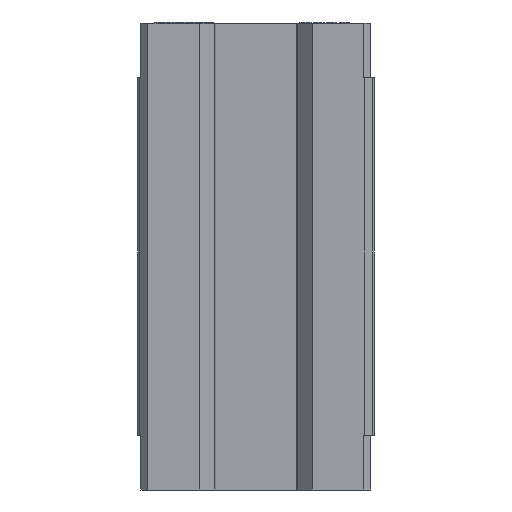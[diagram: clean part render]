
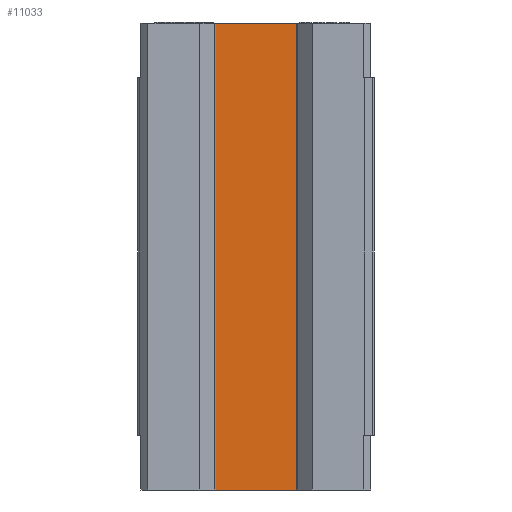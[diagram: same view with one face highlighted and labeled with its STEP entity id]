
A CAD part, front view. The second image highlights one B-rep face of the part: STEP entity #11033.
In plain terms, the highlighted planar face has unit normal (0, -1, 0).
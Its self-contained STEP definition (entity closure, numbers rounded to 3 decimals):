
#4479 = CARTESIAN_POINT ( 'NONE',  ( -13.251, 0., 69.1 ) ) ;
#4484 = CARTESIAN_POINT ( 'NONE',  ( 13.251, 0., 69.1 ) ) ;
#4485 = DIRECTION ( 'NONE',  ( -1., 0., 0. ) ) ;
#4486 = VECTOR ( 'NONE', #4485, 1000. ) ;
#4487 = CARTESIAN_POINT ( 'NONE',  ( -13.251, 0., 69.1 ) ) ;
#4488 = LINE ( 'NONE', #4487, #4486 ) ;
#4493 = CARTESIAN_POINT ( 'NONE',  ( -13.251, 0., -69.1 ) ) ;
#5650 = CARTESIAN_POINT ( 'NONE',  ( 13.251, 0., -69.1 ) ) ;
#5705 = DIRECTION ( 'NONE',  ( 0., 0., -1. ) ) ;
#5706 = VECTOR ( 'NONE', #5705, 1000. ) ;
#5707 = CARTESIAN_POINT ( 'NONE',  ( -13.251, 0., -52.9 ) ) ;
#5708 = LINE ( 'NONE', #5707, #5706 ) ;
#5709 = DIRECTION ( 'NONE',  ( 1., 0., 0. ) ) ;
#5710 = VECTOR ( 'NONE', #5709, 1000. ) ;
#5711 = CARTESIAN_POINT ( 'NONE',  ( -13.251, 0., -69.1 ) ) ;
#5712 = LINE ( 'NONE', #5711, #5710 ) ;
#5766 = DIRECTION ( 'NONE',  ( 0., 0., -1. ) ) ;
#5767 = DIRECTION ( 'NONE',  ( 0., -1., 0. ) ) ;
#5768 = CARTESIAN_POINT ( 'NONE',  ( -13.251, 0., -52.9 ) ) ;
#5769 = AXIS2_PLACEMENT_3D ( 'NONE', #5768, #5767, #5766 ) ;
#5770 = PLANE ( 'NONE',  #5769 ) ;
#5772 = FACE_OUTER_BOUND ( 'NONE', #11034, .T. ) ;
#5773 = DIRECTION ( 'NONE',  ( 0., 0., 1. ) ) ;
#5774 = VECTOR ( 'NONE', #5773, 1000. ) ;
#5775 = CARTESIAN_POINT ( 'NONE',  ( 13.251, 0., -52.9 ) ) ;
#5783 = LINE ( 'NONE', #5775, #5774 ) ;
#10364 = VERTEX_POINT ( 'NONE', #4493 ) ;
#10369 = EDGE_CURVE ( 'NONE', #10370, #10387, #4488, .T. ) ;
#10370 = VERTEX_POINT ( 'NONE', #4484 ) ;
#10387 = VERTEX_POINT ( 'NONE', #4479 ) ;
#10974 = VERTEX_POINT ( 'NONE', #5650 ) ;
#10976 = EDGE_CURVE ( 'NONE', #10364, #10974, #5712, .T. ) ;
#10979 = EDGE_CURVE ( 'NONE', #10387, #10364, #5708, .T. ) ;
#11021 = ORIENTED_EDGE ( 'NONE', *, *, #11032, .T. ) ;
#11022 = ORIENTED_EDGE ( 'NONE', *, *, #10369, .T. ) ;
#11023 = ORIENTED_EDGE ( 'NONE', *, *, #10979, .T. ) ;
#11032 = EDGE_CURVE ( 'NONE', #10974, #10370, #5783, .T. ) ;
#11033 = ADVANCED_FACE ( 'NONE', ( #5772 ), #5770, .T. ) ;
#11034 = EDGE_LOOP ( 'NONE', ( #11035, #11021, #11022, #11023 ) ) ;
#11035 = ORIENTED_EDGE ( 'NONE', *, *, #10976, .T. ) ;
